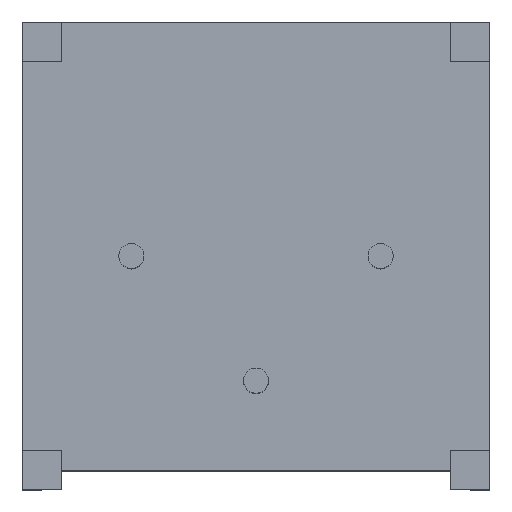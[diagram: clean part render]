
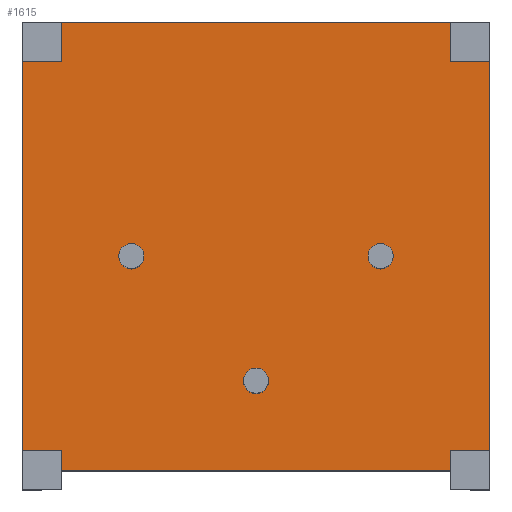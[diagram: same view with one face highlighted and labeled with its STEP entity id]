
A CAD part, top view. The second image highlights one B-rep face of the part: STEP entity #1615.
In plain terms, the highlighted planar face has unit normal (0, 0, 1).
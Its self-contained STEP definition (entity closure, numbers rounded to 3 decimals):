
#6 = ORIENTED_EDGE ( 'NONE', *, *, #147, .T. ) ;
#62 = VERTEX_POINT ( 'NONE', #1243 ) ;
#77 = DIRECTION ( 'NONE',  ( 0., -1., 0. ) ) ;
#88 = ORIENTED_EDGE ( 'NONE', *, *, #1269, .T. ) ;
#89 = DIRECTION ( 'NONE',  ( 1., 0., 0. ) ) ;
#97 = VECTOR ( 'NONE', #1398, 1000. ) ;
#105 = CARTESIAN_POINT ( 'NONE',  ( 8.065, 8.35, 4.45 ) ) ;
#113 = VERTEX_POINT ( 'NONE', #1472 ) ;
#138 = LINE ( 'NONE', #1068, #466 ) ;
#144 = LINE ( 'NONE', #1706, #419 ) ;
#147 = EDGE_CURVE ( 'NONE', #1505, #1661, #928, .T. ) ;
#175 = DIRECTION ( 'NONE',  ( 0., -1., 0. ) ) ;
#180 = CARTESIAN_POINT ( 'NONE',  ( 0., 1.83, 4.45 ) ) ;
#190 = LINE ( 'NONE', #490, #852 ) ;
#209 = VERTEX_POINT ( 'NONE', #615 ) ;
#233 = FACE_BOUND ( 'NONE', #1410, .T. ) ;
#234 = CARTESIAN_POINT ( 'NONE',  ( -2.54, 4.37, 4.45 ) ) ;
#252 = AXIS2_PLACEMENT_3D ( 'NONE', #1604, #435, #1075 ) ;
#255 = LINE ( 'NONE', #656, #659 ) ;
#258 = CARTESIAN_POINT ( 'NONE',  ( 4.765, 8.35, 4.45 ) ) ;
#272 = LINE ( 'NONE', #105, #587 ) ;
#285 = ORIENTED_EDGE ( 'NONE', *, *, #1216, .T. ) ;
#306 = EDGE_CURVE ( 'NONE', #362, #1486, #272, .T. ) ;
#319 = LINE ( 'NONE', #810, #1194 ) ;
#338 = EDGE_CURVE ( 'NONE', #62, #1633, #255, .T. ) ;
#346 = CARTESIAN_POINT ( 'NONE',  ( -2.54, 4.37, 4.45 ) ) ;
#347 = CARTESIAN_POINT ( 'NONE',  ( 3.965, -0.38, 4.45 ) ) ;
#354 = VECTOR ( 'NONE', #1576, 1000. ) ;
#357 = CARTESIAN_POINT ( 'NONE',  ( 4.765, 0.42, 4.45 ) ) ;
#362 = VERTEX_POINT ( 'NONE', #761 ) ;
#372 = EDGE_CURVE ( 'NONE', #688, #209, #648, .T. ) ;
#386 = VERTEX_POINT ( 'NONE', #1280 ) ;
#404 = ORIENTED_EDGE ( 'NONE', *, *, #306, .T. ) ;
#412 = ORIENTED_EDGE ( 'NONE', *, *, #553, .T. ) ;
#419 = VECTOR ( 'NONE', #1053, 1000. ) ;
#426 = CARTESIAN_POINT ( 'NONE',  ( -0.255, 1.83, 4.45 ) ) ;
#435 = DIRECTION ( 'NONE',  ( 0., 0., 1. ) ) ;
#461 = LINE ( 'NONE', #1017, #1029 ) ;
#466 = VECTOR ( 'NONE', #1182, 1000. ) ;
#468 = DIRECTION ( 'NONE',  ( 0., 1., 0. ) ) ;
#481 = CARTESIAN_POINT ( 'NONE',  ( -4.765, 0.42, 4.45 ) ) ;
#485 = CARTESIAN_POINT ( 'NONE',  ( 3.965, 9.15, 4.45 ) ) ;
#490 = CARTESIAN_POINT ( 'NONE',  ( 4.765, -0.38, 4.45 ) ) ;
#492 = ORIENTED_EDGE ( 'NONE', *, *, #372, .F. ) ;
#493 = EDGE_LOOP ( 'NONE', ( #492, #710 ) ) ;
#503 = ORIENTED_EDGE ( 'NONE', *, *, #1266, .F. ) ;
#505 = VECTOR ( 'NONE', #989, 1000. ) ;
#529 = AXIS2_PLACEMENT_3D ( 'NONE', #1003, #1025, #89 ) ;
#547 = EDGE_CURVE ( 'NONE', #62, #1649, #1546, .T. ) ;
#553 = EDGE_CURVE ( 'NONE', #1021, #362, #144, .T. ) ;
#586 = ORIENTED_EDGE ( 'NONE', *, *, #854, .F. ) ;
#587 = VECTOR ( 'NONE', #640, 1000. ) ;
#597 = ORIENTED_EDGE ( 'NONE', *, *, #1180, .F. ) ;
#598 = EDGE_CURVE ( 'NONE', #1486, #1633, #319, .T. ) ;
#599 = DIRECTION ( 'NONE',  ( 1., 0., 0. ) ) ;
#602 = VECTOR ( 'NONE', #994, 1000. ) ;
#605 = CARTESIAN_POINT ( 'NONE',  ( 8.065, 0.42, 4.45 ) ) ;
#610 = FACE_BOUND ( 'NONE', #493, .T. ) ;
#615 = CARTESIAN_POINT ( 'NONE',  ( -2.795, 4.37, 4.45 ) ) ;
#628 = CARTESIAN_POINT ( 'NONE',  ( 8.065, 8.35, 4.45 ) ) ;
#629 = EDGE_LOOP ( 'NONE', ( #1350, #503 ) ) ;
#636 = CARTESIAN_POINT ( 'NONE',  ( 3.965, -0.38, 4.45 ) ) ;
#638 = EDGE_CURVE ( 'NONE', #1585, #386, #1177, .T. ) ;
#640 = DIRECTION ( 'NONE',  ( -1., 0., 0. ) ) ;
#648 = CIRCLE ( 'NONE', #1037, 0.255 ) ;
#655 = CIRCLE ( 'NONE', #252, 0.255 ) ;
#656 = CARTESIAN_POINT ( 'NONE',  ( 8.065, 0.42, 4.45 ) ) ;
#659 = VECTOR ( 'NONE', #1032, 1000. ) ;
#673 = ORIENTED_EDGE ( 'NONE', *, *, #1693, .F. ) ;
#675 = CARTESIAN_POINT ( 'NONE',  ( -3.965, -0.38, 4.45 ) ) ;
#688 = VERTEX_POINT ( 'NONE', #1509 ) ;
#706 = ORIENTED_EDGE ( 'NONE', *, *, #547, .T. ) ;
#710 = ORIENTED_EDGE ( 'NONE', *, *, #895, .F. ) ;
#713 = LINE ( 'NONE', #1636, #1416 ) ;
#743 = CARTESIAN_POINT ( 'NONE',  ( -3.965, 0., 4.45 ) ) ;
#754 = LINE ( 'NONE', #605, #505 ) ;
#761 = CARTESIAN_POINT ( 'NONE',  ( -3.965, 8.35, 4.45 ) ) ;
#765 = CARTESIAN_POINT ( 'NONE',  ( -3.965, 9.15, 4.45 ) ) ;
#782 = VERTEX_POINT ( 'NONE', #1091 ) ;
#809 = AXIS2_PLACEMENT_3D ( 'NONE', #628, #861, #468 ) ;
#810 = CARTESIAN_POINT ( 'NONE',  ( -4.765, 8.35, 4.45 ) ) ;
#836 = VERTEX_POINT ( 'NONE', #357 ) ;
#852 = VECTOR ( 'NONE', #77, 1000. ) ;
#854 = EDGE_CURVE ( 'NONE', #836, #1661, #754, .T. ) ;
#861 = DIRECTION ( 'NONE',  ( 0., 0., -1. ) ) ;
#867 = AXIS2_PLACEMENT_3D ( 'NONE', #1662, #1674, #884 ) ;
#881 = DIRECTION ( 'NONE',  ( 1., 0., 0. ) ) ;
#884 = DIRECTION ( 'NONE',  ( 1., 0., 0. ) ) ;
#895 = EDGE_CURVE ( 'NONE', #209, #688, #1520, .T. ) ;
#913 = VERTEX_POINT ( 'NONE', #485 ) ;
#928 = LINE ( 'NONE', #636, #602 ) ;
#947 = CARTESIAN_POINT ( 'NONE',  ( 3.965, 0., 4.45 ) ) ;
#984 = LINE ( 'NONE', #347, #97 ) ;
#989 = DIRECTION ( 'NONE',  ( -1., 0., 0. ) ) ;
#994 = DIRECTION ( 'NONE',  ( 0., 1., 0. ) ) ;
#1000 = CARTESIAN_POINT ( 'NONE',  ( 2.285, 4.37, 4.45 ) ) ;
#1002 = DIRECTION ( 'NONE',  ( 1., 0., 0. ) ) ;
#1003 = CARTESIAN_POINT ( 'NONE',  ( 2.54, 4.37, 4.45 ) ) ;
#1017 = CARTESIAN_POINT ( 'NONE',  ( 3.965, 0., 4.45 ) ) ;
#1018 = VERTEX_POINT ( 'NONE', #258 ) ;
#1021 = VERTEX_POINT ( 'NONE', #765 ) ;
#1025 = DIRECTION ( 'NONE',  ( 0., 0., 1. ) ) ;
#1029 = VECTOR ( 'NONE', #1536, 1000. ) ;
#1032 = DIRECTION ( 'NONE',  ( -1., 0., 0. ) ) ;
#1037 = AXIS2_PLACEMENT_3D ( 'NONE', #234, #1265, #1002 ) ;
#1053 = DIRECTION ( 'NONE',  ( 0., -1., 0. ) ) ;
#1054 = AXIS2_PLACEMENT_3D ( 'NONE', #180, #1627, #599 ) ;
#1068 = CARTESIAN_POINT ( 'NONE',  ( -3.965, 9.15, 4.45 ) ) ;
#1075 = DIRECTION ( 'NONE',  ( 1., 0., 0. ) ) ;
#1091 = CARTESIAN_POINT ( 'NONE',  ( 2.795, 4.37, 4.45 ) ) ;
#1141 = ORIENTED_EDGE ( 'NONE', *, *, #338, .F. ) ;
#1177 = CIRCLE ( 'NONE', #1054, 0.255 ) ;
#1180 = EDGE_CURVE ( 'NONE', #386, #1585, #655, .T. ) ;
#1182 = DIRECTION ( 'NONE',  ( -1., 0., 0. ) ) ;
#1183 = ORIENTED_EDGE ( 'NONE', *, *, #1255, .F. ) ;
#1184 = ORIENTED_EDGE ( 'NONE', *, *, #598, .T. ) ;
#1194 = VECTOR ( 'NONE', #175, 1000. ) ;
#1197 = FACE_BOUND ( 'NONE', #629, .T. ) ;
#1216 = EDGE_CURVE ( 'NONE', #1018, #113, #713, .T. ) ;
#1238 = DIRECTION ( 'NONE',  ( -1., 0., 0. ) ) ;
#1243 = CARTESIAN_POINT ( 'NONE',  ( -3.965, 0.42, 4.45 ) ) ;
#1246 = PLANE ( 'NONE',  #809 ) ;
#1255 = EDGE_CURVE ( 'NONE', #1505, #1649, #461, .T. ) ;
#1258 = DIRECTION ( 'NONE',  ( 0., 0., 1. ) ) ;
#1265 = DIRECTION ( 'NONE',  ( 0., 0., 1. ) ) ;
#1266 = EDGE_CURVE ( 'NONE', #1343, #782, #1684, .T. ) ;
#1269 = EDGE_CURVE ( 'NONE', #113, #913, #984, .T. ) ;
#1277 = FACE_OUTER_BOUND ( 'NONE', #1429, .T. ) ;
#1280 = CARTESIAN_POINT ( 'NONE',  ( 0.255, 1.83, 4.45 ) ) ;
#1337 = EDGE_CURVE ( 'NONE', #782, #1343, #1602, .T. ) ;
#1340 = ORIENTED_EDGE ( 'NONE', *, *, #1562, .T. ) ;
#1343 = VERTEX_POINT ( 'NONE', #1000 ) ;
#1350 = ORIENTED_EDGE ( 'NONE', *, *, #1337, .F. ) ;
#1378 = CARTESIAN_POINT ( 'NONE',  ( 3.965, 0.42, 4.45 ) ) ;
#1398 = DIRECTION ( 'NONE',  ( 0., 1., 0. ) ) ;
#1410 = EDGE_LOOP ( 'NONE', ( #597, #1652 ) ) ;
#1416 = VECTOR ( 'NONE', #1238, 1000. ) ;
#1429 = EDGE_LOOP ( 'NONE', ( #1141, #706, #1183, #6, #586, #673, #285, #88, #1340, #412, #404, #1184 ) ) ;
#1437 = CARTESIAN_POINT ( 'NONE',  ( -4.765, 8.35, 4.45 ) ) ;
#1439 = AXIS2_PLACEMENT_3D ( 'NONE', #346, #1258, #881 ) ;
#1472 = CARTESIAN_POINT ( 'NONE',  ( 3.965, 8.35, 4.45 ) ) ;
#1486 = VERTEX_POINT ( 'NONE', #1437 ) ;
#1505 = VERTEX_POINT ( 'NONE', #947 ) ;
#1509 = CARTESIAN_POINT ( 'NONE',  ( -2.285, 4.37, 4.45 ) ) ;
#1520 = CIRCLE ( 'NONE', #1439, 0.255 ) ;
#1536 = DIRECTION ( 'NONE',  ( -1., 0., 0. ) ) ;
#1546 = LINE ( 'NONE', #675, #354 ) ;
#1562 = EDGE_CURVE ( 'NONE', #913, #1021, #138, .T. ) ;
#1576 = DIRECTION ( 'NONE',  ( 0., -1., 0. ) ) ;
#1585 = VERTEX_POINT ( 'NONE', #426 ) ;
#1602 = CIRCLE ( 'NONE', #867, 0.255 ) ;
#1604 = CARTESIAN_POINT ( 'NONE',  ( 0., 1.83, 4.45 ) ) ;
#1615 = ADVANCED_FACE ( 'NONE', ( #610, #1197, #233, #1277 ), #1246, .F. ) ;
#1627 = DIRECTION ( 'NONE',  ( 0., 0., 1. ) ) ;
#1633 = VERTEX_POINT ( 'NONE', #481 ) ;
#1636 = CARTESIAN_POINT ( 'NONE',  ( 8.065, 8.35, 4.45 ) ) ;
#1649 = VERTEX_POINT ( 'NONE', #743 ) ;
#1652 = ORIENTED_EDGE ( 'NONE', *, *, #638, .F. ) ;
#1661 = VERTEX_POINT ( 'NONE', #1378 ) ;
#1662 = CARTESIAN_POINT ( 'NONE',  ( 2.54, 4.37, 4.45 ) ) ;
#1674 = DIRECTION ( 'NONE',  ( 0., 0., 1. ) ) ;
#1684 = CIRCLE ( 'NONE', #529, 0.255 ) ;
#1693 = EDGE_CURVE ( 'NONE', #1018, #836, #190, .T. ) ;
#1706 = CARTESIAN_POINT ( 'NONE',  ( -3.965, -0.38, 4.45 ) ) ;
